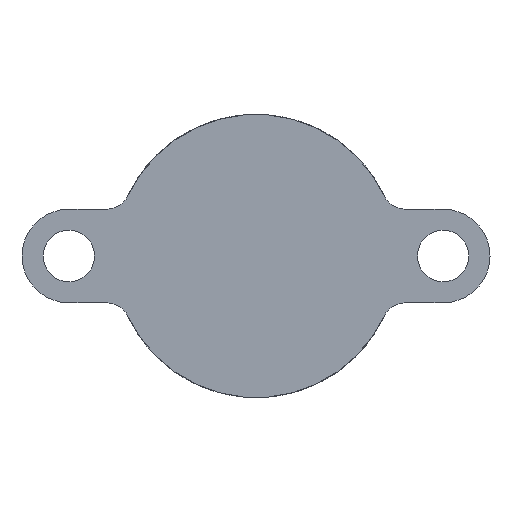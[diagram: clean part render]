
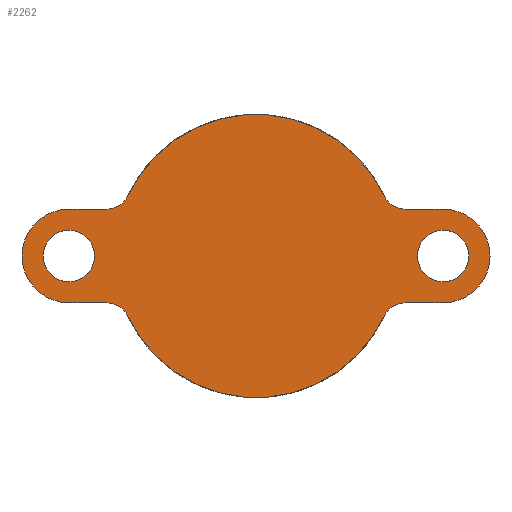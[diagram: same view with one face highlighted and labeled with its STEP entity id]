
A CAD part, front view. The second image highlights one B-rep face of the part: STEP entity #2262.
In plain terms, the highlighted planar face has unit normal (0, -1, 0).
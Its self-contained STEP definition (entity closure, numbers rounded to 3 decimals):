
#24 = CARTESIAN_POINT ( 'NONE',  ( 0., 0., 0. ) ) ;
#28 = ORIENTED_EDGE ( 'NONE', *, *, #3806, .T. ) ;
#81 = VERTEX_POINT ( 'NONE', #3071 ) ;
#83 = EDGE_CURVE ( 'NONE', #3696, #3696, #1943, .T. ) ;
#180 = CARTESIAN_POINT ( 'NONE',  ( 8., 0., 0. ) ) ;
#184 = CIRCLE ( 'NONE', #3316, 1. ) ;
#208 = FACE_BOUND ( 'NONE', #4366, .T. ) ;
#218 = CIRCLE ( 'NONE', #4105, 2. ) ;
#289 = DIRECTION ( 'NONE',  ( 0., 1., 0. ) ) ;
#294 = VERTEX_POINT ( 'NONE', #1470 ) ;
#344 = CARTESIAN_POINT ( 'NONE',  ( -5.475, 0., 2.574 ) ) ;
#411 = DIRECTION ( 'NONE',  ( 0., 1., 0. ) ) ;
#457 = VERTEX_POINT ( 'NONE', #344 ) ;
#463 = AXIS2_PLACEMENT_3D ( 'NONE', #4930, #4611, #1063 ) ;
#517 = CIRCLE ( 'NONE', #3391, 6.05 ) ;
#529 = EDGE_CURVE ( 'NONE', #3026, #3751, #3109, .T. ) ;
#565 = ORIENTED_EDGE ( 'NONE', *, *, #4049, .T. ) ;
#601 = CIRCLE ( 'NONE', #3472, 1. ) ;
#605 = CARTESIAN_POINT ( 'NONE',  ( 0., 0., 0. ) ) ;
#673 = DIRECTION ( 'NONE',  ( 1., 0., 0. ) ) ;
#762 = CARTESIAN_POINT ( 'NONE',  ( 0., 0., -2. ) ) ;
#796 = CIRCLE ( 'NONE', #1373, 6.05 ) ;
#882 = CARTESIAN_POINT ( 'NONE',  ( 0., 0., 2. ) ) ;
#897 = ORIENTED_EDGE ( 'NONE', *, *, #529, .F. ) ;
#920 = DIRECTION ( 'NONE',  ( 0., -1., 0. ) ) ;
#935 = AXIS2_PLACEMENT_3D ( 'NONE', #180, #2876, #4112 ) ;
#980 = EDGE_CURVE ( 'NONE', #3658, #81, #2277, .T. ) ;
#983 = FACE_OUTER_BOUND ( 'NONE', #3258, .T. ) ;
#992 = CARTESIAN_POINT ( 'NONE',  ( -6.38, 0., -3. ) ) ;
#1026 = DIRECTION ( 'NONE',  ( 0., -1., 0. ) ) ;
#1058 = VERTEX_POINT ( 'NONE', #1594 ) ;
#1063 = DIRECTION ( 'NONE',  ( 1., 0., 0. ) ) ;
#1079 = VECTOR ( 'NONE', #1631, 1000. ) ;
#1106 = ORIENTED_EDGE ( 'NONE', *, *, #1731, .T. ) ;
#1177 = ORIENTED_EDGE ( 'NONE', *, *, #980, .T. ) ;
#1332 = CARTESIAN_POINT ( 'NONE',  ( -8., 0., 0. ) ) ;
#1349 = CIRCLE ( 'NONE', #935, 2. ) ;
#1354 = EDGE_CURVE ( 'NONE', #3433, #1058, #2425, .T. ) ;
#1373 = AXIS2_PLACEMENT_3D ( 'NONE', #605, #3850, #673 ) ;
#1436 = ORIENTED_EDGE ( 'NONE', *, *, #4005, .T. ) ;
#1470 = CARTESIAN_POINT ( 'NONE',  ( 5.475, 0., -2.574 ) ) ;
#1509 = EDGE_LOOP ( 'NONE', ( #565 ) ) ;
#1594 = CARTESIAN_POINT ( 'NONE',  ( -5.475, 0., -2.574 ) ) ;
#1627 = VERTEX_POINT ( 'NONE', #4401 ) ;
#1631 = DIRECTION ( 'NONE',  ( 1., 0., 0. ) ) ;
#1652 = EDGE_CURVE ( 'NONE', #1772, #3026, #218, .T. ) ;
#1689 = VERTEX_POINT ( 'NONE', #1791 ) ;
#1699 = VERTEX_POINT ( 'NONE', #3797 ) ;
#1710 = VECTOR ( 'NONE', #3650, 1000. ) ;
#1731 = EDGE_CURVE ( 'NONE', #1058, #294, #796, .T. ) ;
#1772 = VERTEX_POINT ( 'NONE', #4555 ) ;
#1775 = AXIS2_PLACEMENT_3D ( 'NONE', #2259, #289, #2664 ) ;
#1783 = PLANE ( 'NONE',  #3685 ) ;
#1791 = CARTESIAN_POINT ( 'NONE',  ( 8., 0., 2. ) ) ;
#1811 = DIRECTION ( 'NONE',  ( 0., 0., 1. ) ) ;
#1832 = CARTESIAN_POINT ( 'NONE',  ( 6.38, 0., -3. ) ) ;
#1943 = CIRCLE ( 'NONE', #1775, 1.1 ) ;
#1965 = CARTESIAN_POINT ( 'NONE',  ( -6.38, 0., -2. ) ) ;
#1993 = DIRECTION ( 'NONE',  ( 1., 0., 0. ) ) ;
#2016 = ORIENTED_EDGE ( 'NONE', *, *, #4460, .F. ) ;
#2049 = EDGE_CURVE ( 'NONE', #1699, #1627, #3628, .T. ) ;
#2097 = VECTOR ( 'NONE', #4859, 1000. ) ;
#2107 = ORIENTED_EDGE ( 'NONE', *, *, #3515, .T. ) ;
#2259 = CARTESIAN_POINT ( 'NONE',  ( 8., 0., 0. ) ) ;
#2262 = ADVANCED_FACE ( 'NONE', ( #983, #4572, #208 ), #1783, .T. ) ;
#2272 = DIRECTION ( 'NONE',  ( 1., 0., 0. ) ) ;
#2277 = CIRCLE ( 'NONE', #463, 1. ) ;
#2425 = CIRCLE ( 'NONE', #3469, 1. ) ;
#2540 = ORIENTED_EDGE ( 'NONE', *, *, #3424, .F. ) ;
#2656 = DIRECTION ( 'NONE',  ( 0., 1., 0. ) ) ;
#2664 = DIRECTION ( 'NONE',  ( 0., 0., 1. ) ) ;
#2699 = CARTESIAN_POINT ( 'NONE',  ( -6.38, 0., 2. ) ) ;
#2763 = LINE ( 'NONE', #882, #1079 ) ;
#2851 = VERTEX_POINT ( 'NONE', #4037 ) ;
#2876 = DIRECTION ( 'NONE',  ( 0., 1., 0. ) ) ;
#2977 = DIRECTION ( 'NONE',  ( 0., 1., 0. ) ) ;
#3026 = VERTEX_POINT ( 'NONE', #4550 ) ;
#3070 = CARTESIAN_POINT ( 'NONE',  ( -8., 0., 0. ) ) ;
#3071 = CARTESIAN_POINT ( 'NONE',  ( 5.475, 0., 2.574 ) ) ;
#3095 = DIRECTION ( 'NONE',  ( 0., 1., 0. ) ) ;
#3109 = LINE ( 'NONE', #5084, #4508 ) ;
#3169 = DIRECTION ( 'NONE',  ( 1., 0., 0. ) ) ;
#3258 = EDGE_LOOP ( 'NONE', ( #1436, #4905, #1106, #4925, #4319, #2016, #2540, #1177, #28, #2107, #897, #3726 ) ) ;
#3279 = CARTESIAN_POINT ( 'NONE',  ( 6.38, 0., 2. ) ) ;
#3316 = AXIS2_PLACEMENT_3D ( 'NONE', #3953, #411, #1993 ) ;
#3356 = DIRECTION ( 'NONE',  ( 1., 0., 0. ) ) ;
#3391 = AXIS2_PLACEMENT_3D ( 'NONE', #24, #920, #3169 ) ;
#3424 = EDGE_CURVE ( 'NONE', #3658, #1689, #2763, .T. ) ;
#3433 = VERTEX_POINT ( 'NONE', #1965 ) ;
#3469 = AXIS2_PLACEMENT_3D ( 'NONE', #992, #3095, #4126 ) ;
#3472 = AXIS2_PLACEMENT_3D ( 'NONE', #1832, #2656, #2272 ) ;
#3496 = LINE ( 'NONE', #762, #2097 ) ;
#3515 = EDGE_CURVE ( 'NONE', #457, #3751, #184, .T. ) ;
#3578 = DIRECTION ( 'NONE',  ( 1., 0., 0. ) ) ;
#3579 = ORIENTED_EDGE ( 'NONE', *, *, #83, .T. ) ;
#3628 = LINE ( 'NONE', #4462, #1710 ) ;
#3650 = DIRECTION ( 'NONE',  ( 1., 0., 0. ) ) ;
#3658 = VERTEX_POINT ( 'NONE', #3279 ) ;
#3685 = AXIS2_PLACEMENT_3D ( 'NONE', #4597, #1026, #3356 ) ;
#3696 = VERTEX_POINT ( 'NONE', #4821 ) ;
#3726 = ORIENTED_EDGE ( 'NONE', *, *, #1652, .F. ) ;
#3728 = DIRECTION ( 'NONE',  ( 0., 1., 0. ) ) ;
#3751 = VERTEX_POINT ( 'NONE', #2699 ) ;
#3797 = CARTESIAN_POINT ( 'NONE',  ( 6.38, 0., -2. ) ) ;
#3806 = EDGE_CURVE ( 'NONE', #81, #457, #517, .T. ) ;
#3850 = DIRECTION ( 'NONE',  ( 0., -1., 0. ) ) ;
#3953 = CARTESIAN_POINT ( 'NONE',  ( -6.38, 0., 3. ) ) ;
#4005 = EDGE_CURVE ( 'NONE', #1772, #3433, #3496, .T. ) ;
#4037 = CARTESIAN_POINT ( 'NONE',  ( -8., 0., 1.1 ) ) ;
#4049 = EDGE_CURVE ( 'NONE', #2851, #2851, #4488, .T. ) ;
#4105 = AXIS2_PLACEMENT_3D ( 'NONE', #3070, #2977, #5046 ) ;
#4112 = DIRECTION ( 'NONE',  ( 0., 0., 1. ) ) ;
#4126 = DIRECTION ( 'NONE',  ( 1., 0., 0. ) ) ;
#4258 = EDGE_CURVE ( 'NONE', #294, #1699, #601, .T. ) ;
#4319 = ORIENTED_EDGE ( 'NONE', *, *, #2049, .T. ) ;
#4366 = EDGE_LOOP ( 'NONE', ( #3579 ) ) ;
#4401 = CARTESIAN_POINT ( 'NONE',  ( 8., 0., -2. ) ) ;
#4460 = EDGE_CURVE ( 'NONE', #1689, #1627, #1349, .T. ) ;
#4462 = CARTESIAN_POINT ( 'NONE',  ( 0., 0., -2. ) ) ;
#4488 = CIRCLE ( 'NONE', #4727, 1.1 ) ;
#4508 = VECTOR ( 'NONE', #3578, 1000. ) ;
#4550 = CARTESIAN_POINT ( 'NONE',  ( -8., 0., 2. ) ) ;
#4555 = CARTESIAN_POINT ( 'NONE',  ( -8., 0., -2. ) ) ;
#4572 = FACE_BOUND ( 'NONE', #1509, .T. ) ;
#4597 = CARTESIAN_POINT ( 'NONE',  ( 6.05, 0., 0. ) ) ;
#4611 = DIRECTION ( 'NONE',  ( 0., 1., 0. ) ) ;
#4727 = AXIS2_PLACEMENT_3D ( 'NONE', #1332, #3728, #1811 ) ;
#4821 = CARTESIAN_POINT ( 'NONE',  ( 8., 0., 1.1 ) ) ;
#4859 = DIRECTION ( 'NONE',  ( 1., 0., 0. ) ) ;
#4905 = ORIENTED_EDGE ( 'NONE', *, *, #1354, .T. ) ;
#4925 = ORIENTED_EDGE ( 'NONE', *, *, #4258, .T. ) ;
#4930 = CARTESIAN_POINT ( 'NONE',  ( 6.38, 0., 3. ) ) ;
#5046 = DIRECTION ( 'NONE',  ( 0., 0., 1. ) ) ;
#5084 = CARTESIAN_POINT ( 'NONE',  ( 0., 0., 2. ) ) ;
